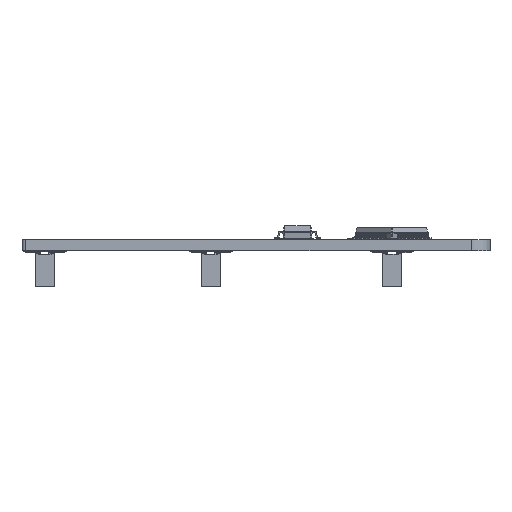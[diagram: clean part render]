
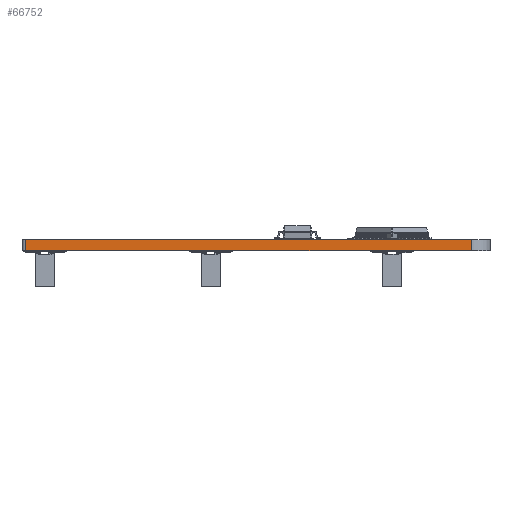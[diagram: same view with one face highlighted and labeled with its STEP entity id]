
A CAD part, front view. The second image highlights one B-rep face of the part: STEP entity #66752.
In plain terms, the highlighted planar face has unit normal (0, -1, 0).
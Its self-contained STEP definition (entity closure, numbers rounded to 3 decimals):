
#66725 = VERTEX_POINT('',#66726);
#66726 = CARTESIAN_POINT('',(-2.5,-32.5,1.516));
#66733 = EDGE_CURVE('',#66734,#66725,#66736,.T.);
#66734 = VERTEX_POINT('',#66735);
#66735 = CARTESIAN_POINT('',(-2.5,-32.5,0.));
#66736 = LINE('',#66737,#66738);
#66737 = CARTESIAN_POINT('',(-2.5,-32.5,0.));
#66738 = VECTOR('',#66739,1.);
#66739 = DIRECTION('',(0.,0.,1.));
#66752 = ADVANCED_FACE('',(#66753),#66778,.T.);
#66753 = FACE_BOUND('',#66754,.T.);
#66754 = EDGE_LOOP('',(#66755,#66756,#66764,#66772));
#66755 = ORIENTED_EDGE('',*,*,#66733,.T.);
#66756 = ORIENTED_EDGE('',*,*,#66757,.T.);
#66757 = EDGE_CURVE('',#66725,#66758,#66760,.T.);
#66758 = VERTEX_POINT('',#66759);
#66759 = CARTESIAN_POINT('',(-61.5,-32.5,1.516));
#66760 = LINE('',#66761,#66762);
#66761 = CARTESIAN_POINT('',(-2.5,-32.5,1.516));
#66762 = VECTOR('',#66763,1.);
#66763 = DIRECTION('',(-1.,0.,0.));
#66764 = ORIENTED_EDGE('',*,*,#66765,.F.);
#66765 = EDGE_CURVE('',#66766,#66758,#66768,.T.);
#66766 = VERTEX_POINT('',#66767);
#66767 = CARTESIAN_POINT('',(-61.5,-32.5,0.));
#66768 = LINE('',#66769,#66770);
#66769 = CARTESIAN_POINT('',(-61.5,-32.5,0.));
#66770 = VECTOR('',#66771,1.);
#66771 = DIRECTION('',(0.,0.,1.));
#66772 = ORIENTED_EDGE('',*,*,#66773,.F.);
#66773 = EDGE_CURVE('',#66734,#66766,#66774,.T.);
#66774 = LINE('',#66775,#66776);
#66775 = CARTESIAN_POINT('',(-2.5,-32.5,0.));
#66776 = VECTOR('',#66777,1.);
#66777 = DIRECTION('',(-1.,0.,0.));
#66778 = PLANE('',#66779);
#66779 = AXIS2_PLACEMENT_3D('',#66780,#66781,#66782);
#66780 = CARTESIAN_POINT('',(-2.5,-32.5,0.));
#66781 = DIRECTION('',(0.,-1.,0.));
#66782 = DIRECTION('',(-1.,0.,0.));
